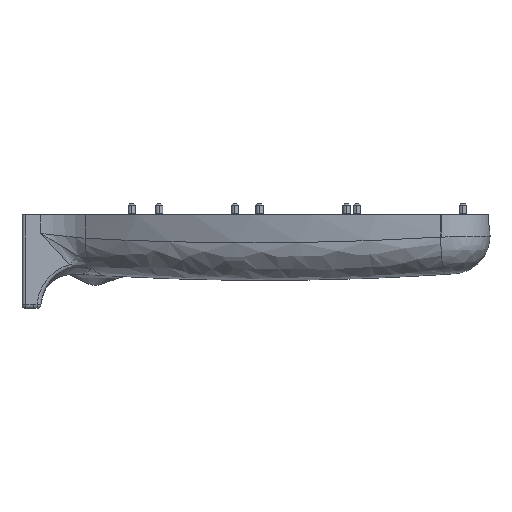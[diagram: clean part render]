
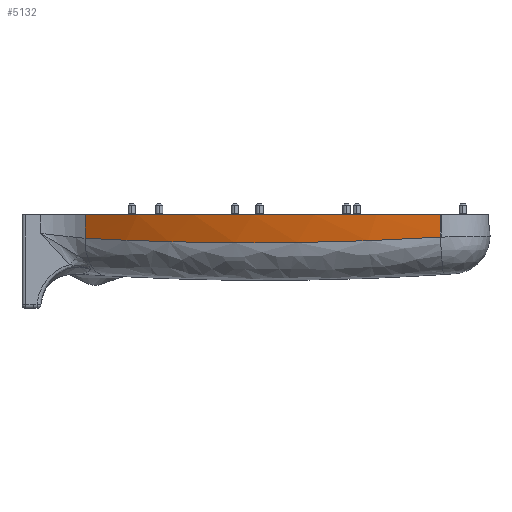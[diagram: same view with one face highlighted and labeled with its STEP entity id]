
A CAD part, left-side view. The second image highlights one B-rep face of the part: STEP entity #5132.
In plain terms, the highlighted cylindrical face has radius 160 mm (diameter 320 mm), a partial arc.
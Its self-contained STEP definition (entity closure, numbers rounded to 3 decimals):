
#318 = CARTESIAN_POINT ( 'NONE',  ( -8.55, 48.288, 10. ) ) ;
#464 = CARTESIAN_POINT ( 'NONE',  ( -16.966, 14.299, 10.63 ) ) ;
#522 = CARTESIAN_POINT ( 'NONE',  ( -17.997, -2.737, 17.5 ) ) ;
#587 = VECTOR ( 'NONE', #5247, 1000. ) ;
#642 = EDGE_CURVE ( 'NONE', #8824, #4395, #5449, .T. ) ;
#1017 = CARTESIAN_POINT ( 'NONE',  ( -7.427, 51.309, 10.01 ) ) ;
#1060 = CARTESIAN_POINT ( 'NONE',  ( 15.484, 92.007, 11.243 ) ) ;
#1700 = LINE ( 'NONE', #8672, #587 ) ;
#1797 = ORIENTED_EDGE ( 'NONE', *, *, #5398, .F. ) ;
#2129 = FACE_OUTER_BOUND ( 'NONE', #2956, .T. ) ;
#2138 = CIRCLE ( 'NONE', #2628, 160. ) ;
#2532 = VERTEX_POINT ( 'NONE', #522 ) ;
#2627 = VECTOR ( 'NONE', #9165, 1000. ) ;
#2628 = AXIS2_PLACEMENT_3D ( 'NONE', #7362, #9840, #4323 ) ;
#2629 = CARTESIAN_POINT ( 'NONE',  ( -17.823, 5.843, 11.017 ) ) ;
#2675 = ORIENTED_EDGE ( 'NONE', *, *, #4250, .T. ) ;
#2725 = ORIENTED_EDGE ( 'NONE', *, *, #642, .F. ) ;
#2786 = CARTESIAN_POINT ( 'NONE',  ( -5.85, 55.291, 10.038 ) ) ;
#2956 = EDGE_LOOP ( 'NONE', ( #2675, #2725, #1797, #8199 ) ) ;
#3387 = CARTESIAN_POINT ( 'NONE',  ( -7.04, 52.308, 10.015 ) ) ;
#3584 = CARTESIAN_POINT ( 'NONE',  ( 10.224, 85.218, 10.866 ) ) ;
#3869 = CARTESIAN_POINT ( 'NONE',  ( -17.997, -2.737, 11.549 ) ) ;
#4250 = EDGE_CURVE ( 'NONE', #2532, #4395, #2138, .T. ) ;
#4323 = DIRECTION ( 'NONE',  ( -1., 0., 0. ) ) ;
#4395 = VERTEX_POINT ( 'NONE', #6074 ) ;
#4451 = DIRECTION ( 'NONE',  ( -1., 0., 0. ) ) ;
#4850 = CARTESIAN_POINT ( 'NONE',  ( -0.528, 66.907, 10.231 ) ) ;
#5132 = ADVANCED_FACE ( 'NONE', ( #2129 ), #7444, .T. ) ;
#5211 = DIRECTION ( 'NONE',  ( 0., 0., 1. ) ) ;
#5247 = DIRECTION ( 'NONE',  ( 0., 0., 1. ) ) ;
#5398 = EDGE_CURVE ( 'NONE', #8948, #8824, #8172, .T. ) ;
#5449 = LINE ( 'NONE', #6055, #2627 ) ;
#5699 = CARTESIAN_POINT ( 'NONE',  ( -2.414, 63.098, 10.147 ) ) ;
#6055 = CARTESIAN_POINT ( 'NONE',  ( 15.484, 92.007, 0. ) ) ;
#6074 = CARTESIAN_POINT ( 'NONE',  ( 15.484, 92.007, 17.5 ) ) ;
#6616 = CARTESIAN_POINT ( 'NONE',  ( -13.936, 30.97, 10.121 ) ) ;
#7362 = CARTESIAN_POINT ( 'NONE',  ( 141.97, -5.978, 17.5 ) ) ;
#7379 = CARTESIAN_POINT ( 'NONE',  ( -11.763, 39.186, 10. ) ) ;
#7444 = CYLINDRICAL_SURFACE ( 'NONE', #8886, 160. ) ;
#7572 = CARTESIAN_POINT ( 'NONE',  ( 15.484, 92.007, 11.243 ) ) ;
#8172 = B_SPLINE_CURVE_WITH_KNOTS ( 'NONE', 3,
 ( #9658, #2629, #464, #6616, #7379, #318, #9709, #1017, #3387, #2786, #8696, #5699, #4850, #8191, #3584, #7572 ),
 .UNSPECIFIED., .F., .F.,
 ( 4, 2, 2, 2, 2, 2, 2, 4 ),
 ( 0., 0.025, 0.051, 0.054, 0.057, 0.064, 0.076, 0.102 ),
 .UNSPECIFIED. ) ;
#8191 = CARTESIAN_POINT ( 'NONE',  ( 5.571, 78.09, 10.556 ) ) ;
#8199 = ORIENTED_EDGE ( 'NONE', *, *, #8282, .T. ) ;
#8282 = EDGE_CURVE ( 'NONE', #8948, #2532, #1700, .T. ) ;
#8672 = CARTESIAN_POINT ( 'NONE',  ( -17.997, -2.737, 0. ) ) ;
#8696 = CARTESIAN_POINT ( 'NONE',  ( -5.019, 57.258, 10.06 ) ) ;
#8824 = VERTEX_POINT ( 'NONE', #1060 ) ;
#8886 = AXIS2_PLACEMENT_3D ( 'NONE', #9018, #5211, #4451 ) ;
#8948 = VERTEX_POINT ( 'NONE', #3869 ) ;
#9018 = CARTESIAN_POINT ( 'NONE',  ( 141.97, -5.978, 0. ) ) ;
#9165 = DIRECTION ( 'NONE',  ( 0., 0., 1. ) ) ;
#9658 = CARTESIAN_POINT ( 'NONE',  ( -17.997, -2.737, 11.549 ) ) ;
#9709 = CARTESIAN_POINT ( 'NONE',  ( -8.182, 49.299, 10.002 ) ) ;
#9840 = DIRECTION ( 'NONE',  ( 0., 0., -1. ) ) ;
